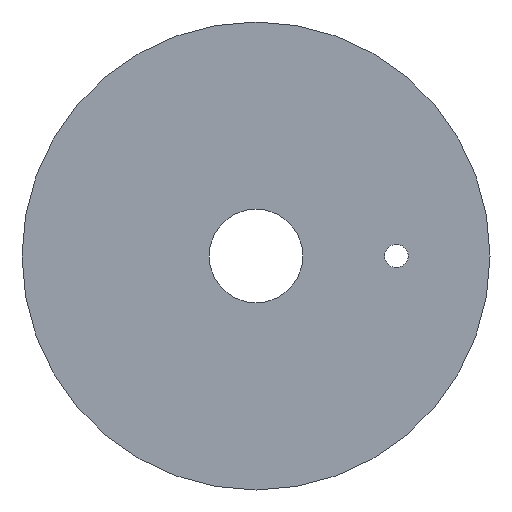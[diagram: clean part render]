
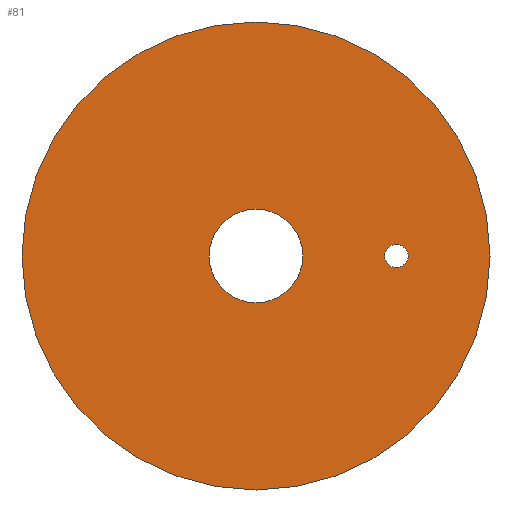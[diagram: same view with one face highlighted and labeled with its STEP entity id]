
A CAD part, front view. The second image highlights one B-rep face of the part: STEP entity #81.
In plain terms, the highlighted planar face has unit normal (0, -1, 0).
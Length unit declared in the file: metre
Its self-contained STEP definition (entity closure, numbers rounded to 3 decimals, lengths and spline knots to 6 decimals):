
#20=PLANE('',#103);
#26=ORIENTED_EDGE('',*,*,#38,.F.);
#27=ORIENTED_EDGE('',*,*,#34,.F.);
#28=ORIENTED_EDGE('',*,*,#36,.T.);
#34=EDGE_CURVE('',#40,#40,#46,.T.);
#36=EDGE_CURVE('',#42,#42,#48,.T.);
#38=EDGE_CURVE('',#44,#44,#50,.T.);
#40=VERTEX_POINT('',#135);
#42=VERTEX_POINT('',#140);
#44=VERTEX_POINT('',#145);
#46=CIRCLE('',#98,0.005);
#48=CIRCLE('',#101,0.025);
#50=CIRCLE('',#104,0.00125);
#56=EDGE_LOOP('',(#26));
#57=EDGE_LOOP('',(#27));
#58=EDGE_LOOP('',(#28));
#68=FACE_BOUND('',#56,.T.);
#69=FACE_BOUND('',#57,.T.);
#70=FACE_BOUND('',#58,.T.);
#81=ADVANCED_FACE('',(#68,#69,#70),#20,.T.);
#98=AXIS2_PLACEMENT_3D('',#134,#112,#113);
#101=AXIS2_PLACEMENT_3D('',#139,#118,#119);
#103=AXIS2_PLACEMENT_3D('',#143,#122,#123);
#104=AXIS2_PLACEMENT_3D('',#144,#124,#125);
#112=DIRECTION('',(0.,-1.,0.));
#113=DIRECTION('',(0.,0.,-1.));
#118=DIRECTION('',(0.,-1.,0.));
#119=DIRECTION('',(0.,0.,-1.));
#122=DIRECTION('',(0.,-1.,0.));
#123=DIRECTION('',(1.,0.,0.));
#124=DIRECTION('',(0.,-1.,0.));
#125=DIRECTION('',(0.,0.,-1.));
#134=CARTESIAN_POINT('',(0.,-0.015,0.));
#135=CARTESIAN_POINT('',(0.,-0.015,-0.005));
#139=CARTESIAN_POINT('',(0.,-0.015,0.));
#140=CARTESIAN_POINT('',(0.,-0.015,-0.025));
#143=CARTESIAN_POINT('',(0.,-0.015,0.));
#144=CARTESIAN_POINT('',(0.015,-0.015,0.));
#145=CARTESIAN_POINT('',(0.015,-0.015,-0.00125));
